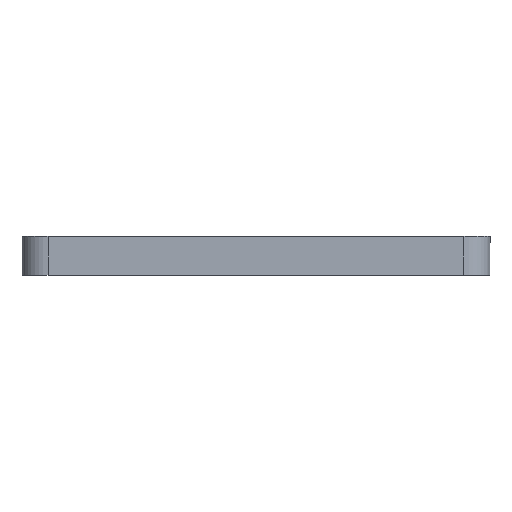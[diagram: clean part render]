
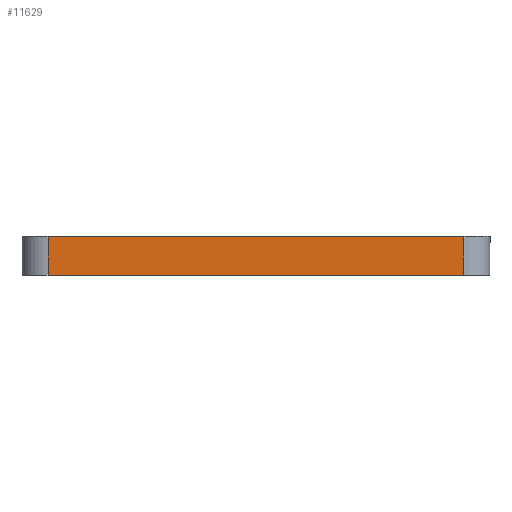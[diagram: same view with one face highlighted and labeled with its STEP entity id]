
A CAD part, left-side view. The second image highlights one B-rep face of the part: STEP entity #11629.
In plain terms, the highlighted planar face has unit normal (-1, 0, 0).
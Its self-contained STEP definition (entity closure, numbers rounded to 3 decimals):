
#746=FACE_OUTER_BOUND('',#1458,.T.);
#1458=EDGE_LOOP('',(#10558,#10559,#10560,#10561));
#3007=LINE('',#18115,#4581);
#3017=LINE('',#18149,#4591);
#3030=LINE('',#18190,#4604);
#3033=LINE('',#18195,#4607);
#4581=VECTOR('',#14860,10.);
#4591=VECTOR('',#14898,10.);
#4604=VECTOR('',#14951,10.);
#4607=VECTOR('',#14958,10.);
#5706=VERTEX_POINT('',#18112);
#5707=VERTEX_POINT('',#18114);
#5716=VERTEX_POINT('',#18147);
#5717=VERTEX_POINT('',#18148);
#7298=EDGE_CURVE('',#5706,#5707,#3007,.T.);
#7315=EDGE_CURVE('',#5716,#5717,#3017,.T.);
#7336=EDGE_CURVE('',#5716,#5706,#3030,.T.);
#7339=EDGE_CURVE('',#5707,#5717,#3033,.T.);
#10558=ORIENTED_EDGE('',*,*,#7336,.F.);
#10559=ORIENTED_EDGE('',*,*,#7315,.T.);
#10560=ORIENTED_EDGE('',*,*,#7339,.F.);
#10561=ORIENTED_EDGE('',*,*,#7298,.F.);
#11091=PLANE('',#12225);
#11629=ADVANCED_FACE('',(#746),#11091,.T.);
#12225=AXIS2_PLACEMENT_3D('',#18196,#14959,#14960);
#14860=DIRECTION('',(0.,-1.,0.));
#14898=DIRECTION('',(0.,-1.,0.));
#14951=DIRECTION('',(0.,0.,1.));
#14958=DIRECTION('',(0.,0.,-1.));
#14959=DIRECTION('center_axis',(-1.,0.,0.));
#14960=DIRECTION('ref_axis',(0.,1.,0.));
#18112=CARTESIAN_POINT('',(-6.5,27.5,3.));
#18114=CARTESIAN_POINT('',(-6.5,-4.5,3.));
#18115=CARTESIAN_POINT('',(-6.5,4.,3.));
#18147=CARTESIAN_POINT('',(-6.5,27.5,0.));
#18148=CARTESIAN_POINT('',(-6.5,-4.5,0.));
#18149=CARTESIAN_POINT('',(-6.5,4.,0.));
#18190=CARTESIAN_POINT('',(-6.5,27.5,1.5));
#18195=CARTESIAN_POINT('',(-6.5,-4.5,1.5));
#18196=CARTESIAN_POINT('Origin',(-6.5,-3.5,1.5));
